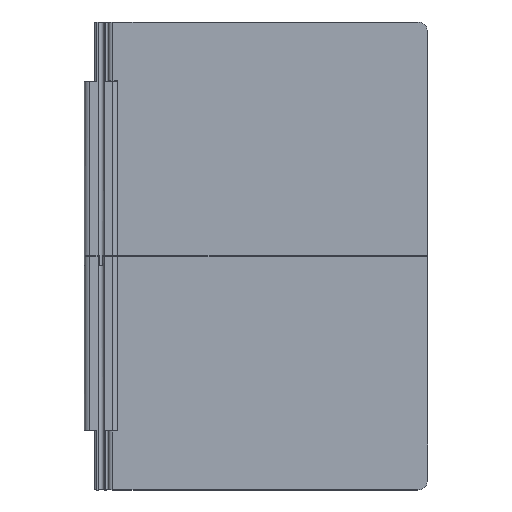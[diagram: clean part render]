
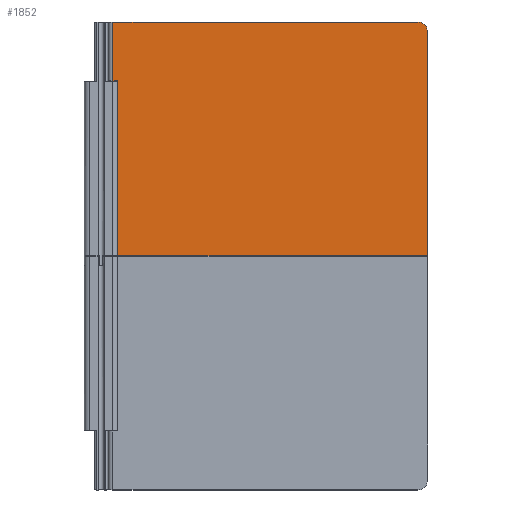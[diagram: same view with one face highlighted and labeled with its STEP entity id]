
A CAD part, top view. The second image highlights one B-rep face of the part: STEP entity #1852.
In plain terms, the highlighted planar face has unit normal (0, 0, 1).
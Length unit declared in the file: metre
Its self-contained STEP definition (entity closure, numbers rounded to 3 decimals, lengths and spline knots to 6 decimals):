
#18=LINE('',#2858,#168);
#21=LINE('',#2870,#171);
#24=LINE('',#2879,#174);
#26=LINE('',#2885,#176);
#34=LINE('',#2904,#184);
#38=LINE('',#2915,#188);
#168=VECTOR('',#2247,1.);
#171=VECTOR('',#2256,1.);
#174=VECTOR('',#2267,1.);
#176=VECTOR('',#2273,1.);
#184=VECTOR('',#2285,1.);
#188=VECTOR('',#2297,1.);
#322=PLANE('',#2024);
#431=ORIENTED_EDGE('',*,*,#936,.T.);
#432=ORIENTED_EDGE('',*,*,#942,.T.);
#433=ORIENTED_EDGE('',*,*,#927,.T.);
#434=ORIENTED_EDGE('',*,*,#921,.T.);
#435=ORIENTED_EDGE('',*,*,#914,.F.);
#436=ORIENTED_EDGE('',*,*,#919,.T.);
#437=ORIENTED_EDGE('',*,*,#924,.T.);
#914=EDGE_CURVE('',#1176,#1177,#18,.T.);
#919=EDGE_CURVE('',#1176,#1180,#21,.T.);
#921=EDGE_CURVE('',#1182,#1177,#1366,.T.);
#924=EDGE_CURVE('',#1180,#1184,#24,.T.);
#927=EDGE_CURVE('',#1186,#1182,#26,.T.);
#936=EDGE_CURVE('',#1184,#1194,#34,.T.);
#942=EDGE_CURVE('',#1194,#1186,#38,.T.);
#1176=VERTEX_POINT('',#2859);
#1177=VERTEX_POINT('',#2860);
#1180=VERTEX_POINT('',#2868);
#1182=VERTEX_POINT('',#2874);
#1184=VERTEX_POINT('',#2880);
#1186=VERTEX_POINT('',#2886);
#1194=VERTEX_POINT('',#2903);
#1366=CIRCLE('',#2014,0.005);
#1485=EDGE_LOOP('',(#431,#432,#433,#434,#435,#436,#437));
#1647=FACE_BOUND('',#1485,.T.);
#1852=ADVANCED_FACE('',(#1647),#322,.T.);
#2014=AXIS2_PLACEMENT_3D('',#2873,#2260,#2261);
#2024=AXIS2_PLACEMENT_3D('',#2914,#2295,#2296);
#2247=DIRECTION('',(1.,0.,0.));
#2256=DIRECTION('',(0.,-1.,0.));
#2260=DIRECTION('',(0.,0.,1.));
#2261=DIRECTION('',(1.,0.,0.));
#2267=DIRECTION('',(1.,0.,0.));
#2273=DIRECTION('',(0.,1.,0.));
#2285=DIRECTION('',(0.,-1.,0.));
#2295=DIRECTION('',(0.,0.,1.));
#2296=DIRECTION('',(1.,0.,0.));
#2297=DIRECTION('',(1.,0.,0.));
#2858=CARTESIAN_POINT('',(0.086,0.119,0.0025));
#2859=CARTESIAN_POINT('',(0.006,0.119,0.0025));
#2860=CARTESIAN_POINT('',(0.161,0.119,0.0025));
#2868=CARTESIAN_POINT('',(0.006,0.089,0.0025));
#2870=CARTESIAN_POINT('',(0.006,0.119,0.0025));
#2873=CARTESIAN_POINT('',(0.161,0.114,0.0025));
#2874=CARTESIAN_POINT('',(0.166,0.114,0.0025));
#2879=CARTESIAN_POINT('',(0.086,0.089,0.0025));
#2880=CARTESIAN_POINT('',(0.008449,0.089,0.0025));
#2885=CARTESIAN_POINT('',(0.166,-0.119,0.0025));
#2886=CARTESIAN_POINT('',(0.166,0.,0.0025));
#2903=CARTESIAN_POINT('',(0.008449,0.,0.0025));
#2904=CARTESIAN_POINT('',(0.008449,0.,0.0025));
#2914=CARTESIAN_POINT('',(0.086,-0.119,0.0025));
#2915=CARTESIAN_POINT('',(-0.044,0.,0.0025));
